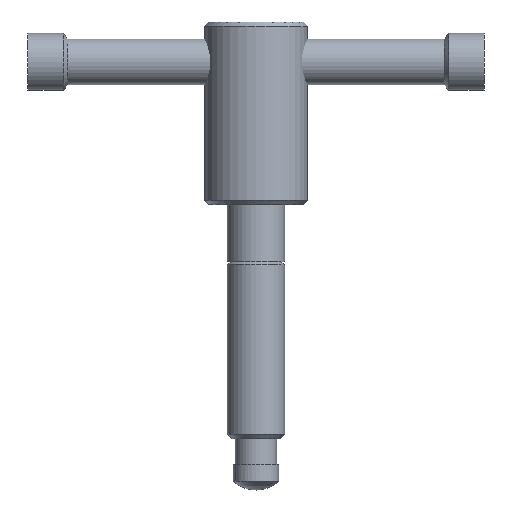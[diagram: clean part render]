
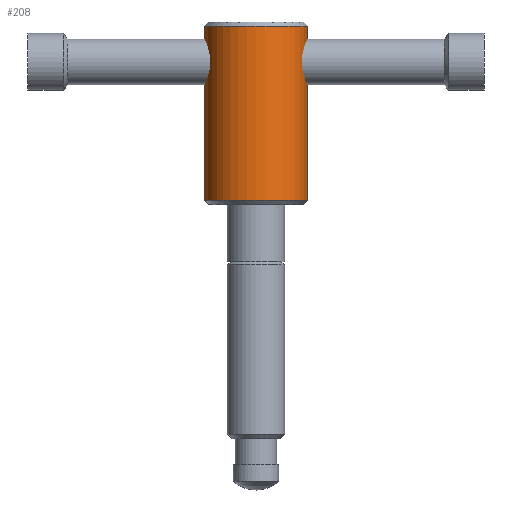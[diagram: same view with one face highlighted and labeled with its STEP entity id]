
A CAD part, front view. The second image highlights one B-rep face of the part: STEP entity #208.
In plain terms, the highlighted cylindrical face has radius 9 mm (diameter 18 mm), a partial arc.
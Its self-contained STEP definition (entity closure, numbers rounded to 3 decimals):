
#208=ADVANCED_FACE('',(#574),#575,.T.);
#258=EDGE_CURVE('',#326,#324,#629,.T.);
#282=VERTEX_POINT('',#656);
#324=VERTEX_POINT('',#707);
#326=VERTEX_POINT('',#709);
#400=EDGE_CURVE('',#326,#282,#798,.T.);
#442=VERTEX_POINT('',#842);
#506=EDGE_CURVE('',#282,#442,#913,.T.);
#540=EDGE_CURVE('',#442,#324,#951,.T.);
#574=FACE_OUTER_BOUND('',#977,.T.);
#575=CYLINDRICAL_SURFACE('',#978,9.0);
#629=CIRCLE('',#1053,9.0);
#656=CARTESIAN_POINT('',(9.,0.,50.75));
#707=CARTESIAN_POINT('',(-9.,0.,81.25));
#709=CARTESIAN_POINT('',(9.,0.,81.25));
#798=LINE('',#1263,#1264);
#842=CARTESIAN_POINT('',(-9.,0.,50.75));
#913=CIRCLE('',#1412,9.0);
#951=LINE('',#1461,#1462);
#977=EDGE_LOOP('',(#1486,#1487,#1488,#1489));
#978=AXIS2_PLACEMENT_3D('',#1490,#1491,#1492);
#1053=AXIS2_PLACEMENT_3D('',#1547,#1548,#1549);
#1263=CARTESIAN_POINT('',(9.,0.,66.));
#1264=VECTOR('',#1806,1.0);
#1412=AXIS2_PLACEMENT_3D('',#1921,#1922,#1923);
#1461=CARTESIAN_POINT('',(-9.,0.,66.));
#1462=VECTOR('',#1979,1.0);
#1486=ORIENTED_EDGE('',*,*,#400,.F.);
#1487=ORIENTED_EDGE('',*,*,#258,.T.);
#1488=ORIENTED_EDGE('',*,*,#540,.F.);
#1489=ORIENTED_EDGE('',*,*,#506,.F.);
#1490=CARTESIAN_POINT('',(0.,0.,66.));
#1491=DIRECTION('',(-0.0,-0.0,1.0));
#1492=DIRECTION('',(1.0,0.,0.0));
#1547=CARTESIAN_POINT('',(0.,0.,81.25));
#1548=DIRECTION('',(0.0,0.0,-1.0));
#1549=DIRECTION('',(1.0,0.,0.0));
#1806=DIRECTION('',(0.0,0.0,-1.0));
#1921=CARTESIAN_POINT('',(0.,0.,50.75));
#1922=DIRECTION('',(0.0,0.0,-1.0));
#1923=DIRECTION('',(1.0,0.,0.0));
#1979=DIRECTION('',(-0.0,-0.0,1.0));
